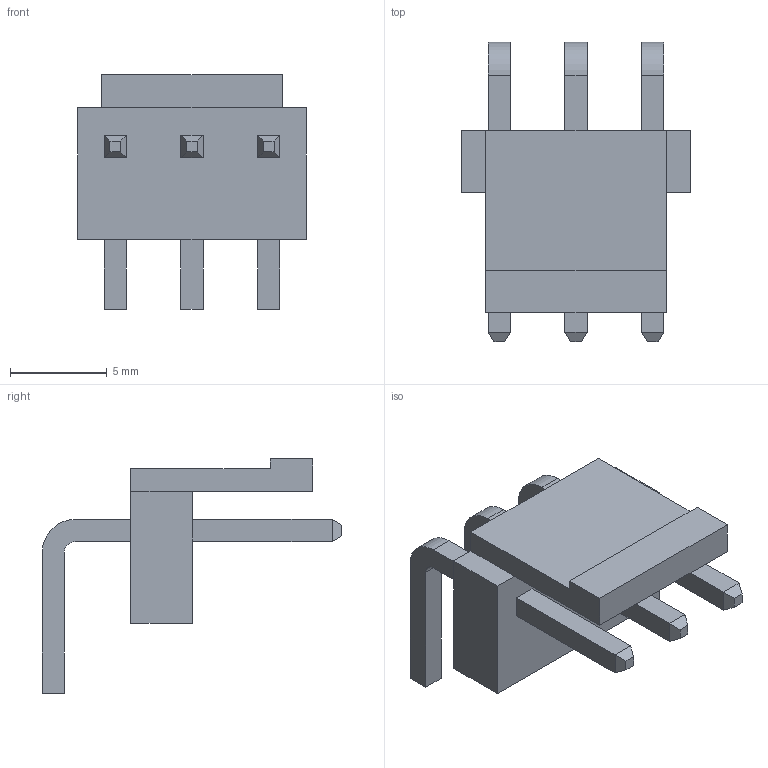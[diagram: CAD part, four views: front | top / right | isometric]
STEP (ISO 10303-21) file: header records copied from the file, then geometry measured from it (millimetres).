
FILE_DESCRIPTION((' '),'2;1');
FILE_NAME( 'B3PS-VH.stp', '2022-09-02T12:09:10', (' '), ('--- Datakit www.datakit.com---'), ' Datakit CrossCadWare V2022.3 Jun 15 2022', 'DATAKIT 2022 (c)', ' ');
FILE_SCHEMA(('AP242_MANAGED_MODEL_BASED_3D_ENGINEERING_MIM_LF { 1 0 10303 442 1 1 4 }'));
Length unit declared in the file: millimetre
Products named in the file (1): B3PS-VH
Bounding box: 11.82 x 15.47 x 12.1 mm (x, y, z)
Volume: 448.2 mm3; surface area: 716.3 mm2
Topology: 1 solids, 1 shells, 68 faces, 166 edges, 106 vertices
Faces by surface type: plane 62, cylinder 6
Entity records: 2053 total; most frequent: CARTESIAN_POINT 341, ORIENTED_EDGE 332, DIRECTION 316, EDGE_CURVE 166, VECTOR 154, LINE 154, VERTEX_POINT 106, AXIS2_PLACEMENT_3D 81
